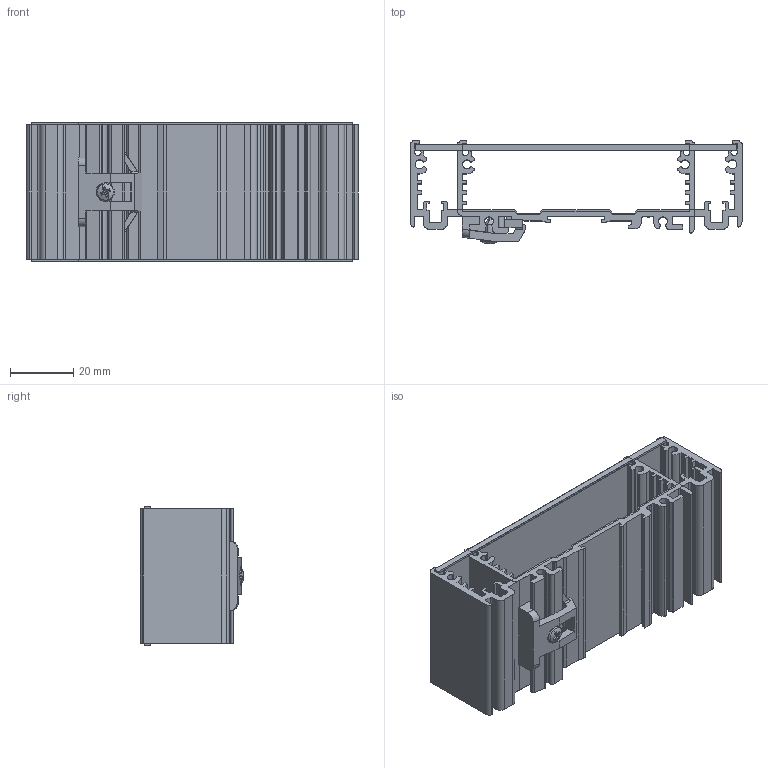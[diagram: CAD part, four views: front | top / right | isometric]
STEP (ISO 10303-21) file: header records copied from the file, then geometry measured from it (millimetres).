
FILE_DESCRIPTION(('Creo Elements/Direct Modeling STEP Export'),'2;1');
FILE_NAME('model.stp','2021-10-07T15:18:16',(''),(''),'Creo Elements/Direct Modeling STEP processor for AP214 (Solid Model)','Creo Elements/Direct Modeling 20.1D 10-Oct-2020 (C) Parametric Technology GmbH','');
FILE_SCHEMA(('AUTOMOTIVE_DESIGN { 1 0 10303 214 1 1 1 1 }'));
Length unit declared in the file: millimetre
Products named in the file (12): UM-ALU_4_72_FRONT_42.5_AP_TECDOC; SHR_Z_B2_9x6_5_DIN_ISO_7049__H.Select; UM-ALU_4_FOOT__H.Select; UM-ALU_4_FOOT_TECDOC; UM-ALU_4_72_PROFILE_42.5_TECDOC; UM-ALU_4_72_FRONT_42.5_TECDOC; UM-ALU_4-72...TECDOC; UM-ALU_4-100.5_FRONT_42.5__TECDOC; UM-ALU_4-100.5_PROFILE_42.5_TECDOC; UM-ALU_4-100.5_FRONT_42.5_AP_TECDOC; UM-ALU_4-100.5...TECDOC; UM-ALU_4_PROFILE_FRONT__ TECDOC_APP
Assembly tree (12 placements, depth 4):
  UM-ALU_4_PROFILE_FRONT__ TECDOC_APP
    UM-ALU_4-100.5...TECDOC
      UM-ALU_4-100.5_FRONT_42.5_AP_TECDOC
      UM-ALU_4-100.5_PROFILE_42.5_TECDOC
      UM-ALU_4-100.5_FRONT_42.5__TECDOC
      UM-ALU_4_FOOT_TECDOC
        UM-ALU_4_FOOT__H.Select
        SHR_Z_B2_9x6_5_DIN_ISO_7049__H.Select
    UM-ALU_4-72...TECDOC
      UM-ALU_4_72_FRONT_42.5_TECDOC
      UM-ALU_4_72_PROFILE_42.5_TECDOC
      UM-ALU_4_FOOT_TECDOC
        UM-ALU_4_FOOT__H.Select
        SHR_Z_B2_9x6_5_DIN_ISO_7049__H.Select
      UM-ALU_4_72_FRONT_42.5_AP_TECDOC
Bounding box: 105 x 32.65 x 43.8 mm (x, y, z)
Volume: 64795.7 mm3; surface area: 72796.8 mm2
Topology: 10 solids, 10 shells, 642 faces, 1854 edges, 1226 vertices
Faces by surface type: plane 401, cylinder 201, torus 32, sphere 4, cone 4
Entity records: 18488 total; most frequent: CARTESIAN_POINT 3579, ORIENTED_EDGE 3134, DIRECTION 3027, EDGE_CURVE 1567, VECTOR 1145, LINE 1145, VERTEX_POINT 1041, AXIS2_PLACEMENT_3D 941
